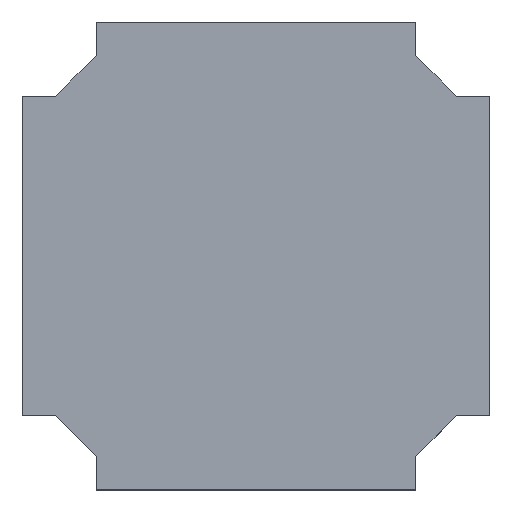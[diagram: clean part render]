
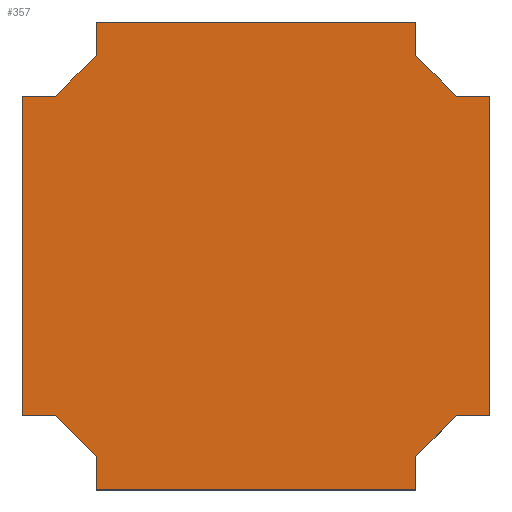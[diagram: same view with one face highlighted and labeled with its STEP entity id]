
A CAD part, top view. The second image highlights one B-rep face of the part: STEP entity #357.
In plain terms, the highlighted planar face has unit normal (0, 0, 1).
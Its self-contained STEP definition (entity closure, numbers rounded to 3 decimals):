
#31=FACE_OUTER_BOUND('',#49,.T.);
#49=EDGE_LOOP('',(#303,#304,#305,#306,#307,#308,#309,#310,#311,#312,#313,
#314,#315,#316,#317,#318));
#51=LINE('',#487,#99);
#55=LINE('',#495,#103);
#58=LINE('',#501,#106);
#61=LINE('',#508,#109);
#65=LINE('',#516,#113);
#68=LINE('',#522,#116);
#71=LINE('',#529,#119);
#75=LINE('',#537,#123);
#78=LINE('',#543,#126);
#81=LINE('',#550,#129);
#85=LINE('',#558,#133);
#88=LINE('',#564,#136);
#91=LINE('',#569,#139);
#93=LINE('',#572,#141);
#97=LINE('',#578,#145);
#98=LINE('',#580,#146);
#99=VECTOR('',#401,10.);
#103=VECTOR('',#407,10.);
#106=VECTOR('',#412,10.);
#109=VECTOR('',#417,10.);
#113=VECTOR('',#423,10.);
#116=VECTOR('',#428,10.);
#119=VECTOR('',#433,10.);
#123=VECTOR('',#439,10.);
#126=VECTOR('',#444,10.);
#129=VECTOR('',#449,10.);
#133=VECTOR('',#455,10.);
#136=VECTOR('',#460,10.);
#139=VECTOR('',#465,10.);
#141=VECTOR('',#469,10.);
#145=VECTOR('',#477,10.);
#146=VECTOR('',#480,10.);
#147=VERTEX_POINT('',#485);
#148=VERTEX_POINT('',#486);
#151=VERTEX_POINT('',#494);
#153=VERTEX_POINT('',#500);
#155=VERTEX_POINT('',#506);
#156=VERTEX_POINT('',#507);
#159=VERTEX_POINT('',#515);
#161=VERTEX_POINT('',#521);
#163=VERTEX_POINT('',#527);
#164=VERTEX_POINT('',#528);
#167=VERTEX_POINT('',#536);
#169=VERTEX_POINT('',#542);
#171=VERTEX_POINT('',#548);
#172=VERTEX_POINT('',#549);
#175=VERTEX_POINT('',#557);
#177=VERTEX_POINT('',#563);
#179=EDGE_CURVE('',#147,#148,#51,.T.);
#183=EDGE_CURVE('',#151,#147,#55,.T.);
#186=EDGE_CURVE('',#153,#151,#58,.T.);
#189=EDGE_CURVE('',#155,#156,#61,.T.);
#193=EDGE_CURVE('',#156,#159,#65,.T.);
#196=EDGE_CURVE('',#161,#155,#68,.T.);
#199=EDGE_CURVE('',#163,#164,#71,.T.);
#203=EDGE_CURVE('',#167,#163,#75,.T.);
#206=EDGE_CURVE('',#169,#167,#78,.T.);
#209=EDGE_CURVE('',#171,#172,#81,.T.);
#213=EDGE_CURVE('',#172,#175,#85,.T.);
#216=EDGE_CURVE('',#177,#171,#88,.T.);
#219=EDGE_CURVE('',#148,#169,#91,.T.);
#221=EDGE_CURVE('',#164,#177,#93,.T.);
#225=EDGE_CURVE('',#175,#161,#97,.T.);
#226=EDGE_CURVE('',#159,#153,#98,.T.);
#303=ORIENTED_EDGE('',*,*,#226,.T.);
#304=ORIENTED_EDGE('',*,*,#186,.T.);
#305=ORIENTED_EDGE('',*,*,#183,.T.);
#306=ORIENTED_EDGE('',*,*,#179,.T.);
#307=ORIENTED_EDGE('',*,*,#219,.T.);
#308=ORIENTED_EDGE('',*,*,#206,.T.);
#309=ORIENTED_EDGE('',*,*,#203,.T.);
#310=ORIENTED_EDGE('',*,*,#199,.T.);
#311=ORIENTED_EDGE('',*,*,#221,.T.);
#312=ORIENTED_EDGE('',*,*,#216,.T.);
#313=ORIENTED_EDGE('',*,*,#209,.T.);
#314=ORIENTED_EDGE('',*,*,#213,.T.);
#315=ORIENTED_EDGE('',*,*,#225,.T.);
#316=ORIENTED_EDGE('',*,*,#196,.T.);
#317=ORIENTED_EDGE('',*,*,#189,.T.);
#318=ORIENTED_EDGE('',*,*,#193,.T.);
#339=PLANE('',#395);
#357=ADVANCED_FACE('',(#31),#339,.F.);
#395=AXIS2_PLACEMENT_3D('',#579,#478,#479);
#401=DIRECTION('',(1.,0.,0.));
#407=DIRECTION('',(0.707,0.707,0.));
#412=DIRECTION('',(0.,1.,0.));
#417=DIRECTION('',(0.707,-0.707,0.));
#423=DIRECTION('',(0.,-1.,0.));
#428=DIRECTION('',(1.,0.,0.));
#433=DIRECTION('',(0.,1.,0.));
#439=DIRECTION('',(-0.707,0.707,0.));
#444=DIRECTION('',(-1.,0.,0.));
#449=DIRECTION('',(-0.707,-0.707,0.));
#455=DIRECTION('',(-1.,0.,0.));
#460=DIRECTION('',(0.,-1.,0.));
#465=DIRECTION('',(0.,1.,0.));
#469=DIRECTION('',(-1.,0.,0.));
#477=DIRECTION('',(0.,-1.,0.));
#478=DIRECTION('center_axis',(0.,0.,
-1.));
#479=DIRECTION('ref_axis',(-1.,0.,0.));
#480=DIRECTION('',(1.,0.,0.));
#485=CARTESIAN_POINT('',(-14.105,3.93,22.));
#486=CARTESIAN_POINT('',(-10.53,3.93,22.));
#487=CARTESIAN_POINT('',(-24.767,3.93,22.));
#494=CARTESIAN_POINT('',(-18.43,-0.395,22.));
#495=CARTESIAN_POINT('',(-17.349,0.686,22.));
#500=CARTESIAN_POINT('',(-18.43,-3.97,22.));
#501=CARTESIAN_POINT('',(-18.43,8.48,22.));
#506=CARTESIAN_POINT('',(-56.755,3.93,22.));
#507=CARTESIAN_POINT('',(-52.389,-0.437,22.));
#508=CARTESIAN_POINT('',(-55.674,2.849,22.));
#515=CARTESIAN_POINT('',(-52.389,-3.97,22.));
#516=CARTESIAN_POINT('',(-52.389,10.247,22.));
#521=CARTESIAN_POINT('',(-60.33,3.93,22.));
#522=CARTESIAN_POINT('',(-47.88,3.93,22.));
#527=CARTESIAN_POINT('',(-18.43,42.255,22.));
#528=CARTESIAN_POINT('',(-18.43,45.83,22.));
#529=CARTESIAN_POINT('',(-18.43,31.593,22.));
#536=CARTESIAN_POINT('',(-14.105,37.93,22.));
#537=CARTESIAN_POINT('',(-15.186,39.011,22.));
#542=CARTESIAN_POINT('',(-10.53,37.93,22.));
#543=CARTESIAN_POINT('',(-22.98,37.93,22.));
#548=CARTESIAN_POINT('',(-52.43,42.255,22.));
#549=CARTESIAN_POINT('',(-56.755,37.93,22.));
#550=CARTESIAN_POINT('',(-53.511,41.174,22.));
#557=CARTESIAN_POINT('',(-60.33,37.93,22.));
#558=CARTESIAN_POINT('',(-46.093,37.93,22.));
#563=CARTESIAN_POINT('',(-52.43,45.83,22.));
#564=CARTESIAN_POINT('',(-52.43,33.38,22.));
#569=CARTESIAN_POINT('',(-10.53,29.33,22.));
#572=CARTESIAN_POINT('',(-43.83,45.83,22.));
#578=CARTESIAN_POINT('',(-60.33,12.53,22.));
#579=CARTESIAN_POINT('Origin',(-58.501,20.93,22.));
#580=CARTESIAN_POINT('',(-27.03,-3.97,22.));
